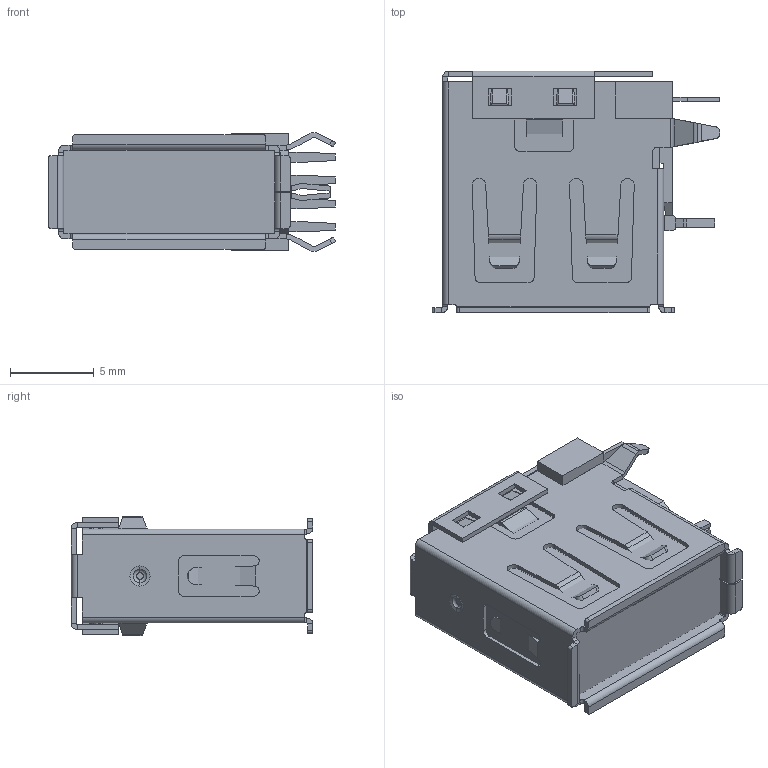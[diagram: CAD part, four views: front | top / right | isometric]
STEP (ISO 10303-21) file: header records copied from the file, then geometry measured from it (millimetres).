
FILE_DESCRIPTION (( 'STEP AP203' ), '1' );
FILE_NAME ('USB-265-BRY.STEP', '2023-03-06T08:48:31', ( '' ), ( '' ), 'SwSTEP 2.0', 'SolidWorks 2020', '' );
FILE_SCHEMA (( 'CONFIG_CONTROL_DESIGN' ));
Length unit declared in the file: millimetre
Products named in the file (1): USB-265-BRY
Bounding box: 17.11 x 14.4 x 7.09 mm (x, y, z)
Volume: 981.1 mm3; surface area: 1843.6 mm2
Topology: 2 solids, 2 shells, 671 faces, 1821 edges, 1172 vertices
Faces by surface type: plane 477, cylinder 185, torus 4, bspline 3, cone 2
Entity records: 20944 total; most frequent: CARTESIAN_POINT 4116, ORIENTED_EDGE 3642, DIRECTION 3281, EDGE_CURVE 1821, VECTOR 1439, LINE 1439, VERTEX_POINT 1172, AXIS2_PLACEMENT_3D 921
